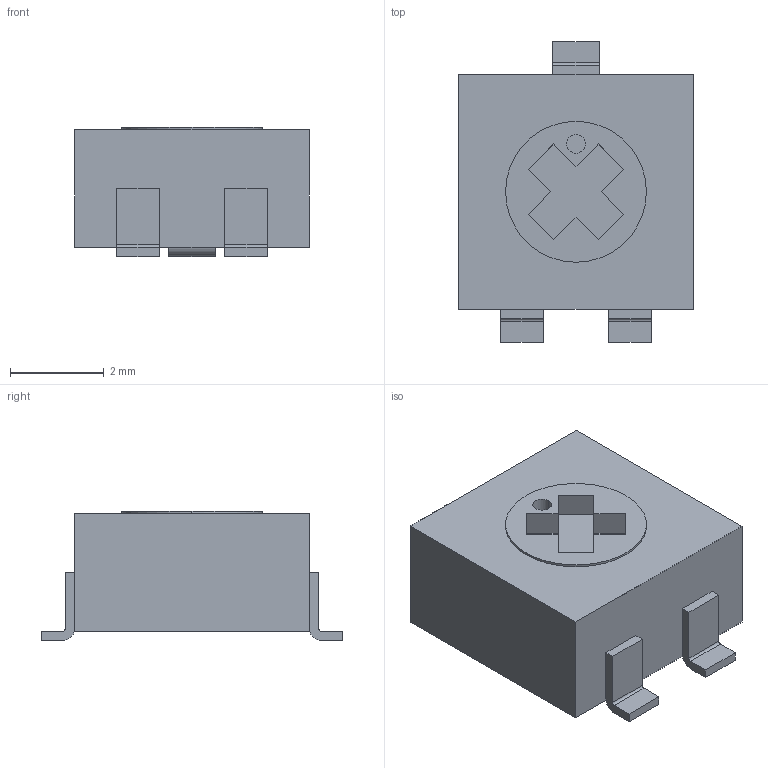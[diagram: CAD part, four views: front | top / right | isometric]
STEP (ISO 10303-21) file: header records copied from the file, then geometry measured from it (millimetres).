
FILE_DESCRIPTION (( 'STEP AP214' ), '1' );
FILE_NAME ('TRIMPOT_5MM.STEP', '2015-03-30T20:35:46', ( '' ), ( '' ), 'SwSTEP 2.0', 'SolidWorks 2014', '' );
FILE_SCHEMA (( 'AUTOMOTIVE_DESIGN' ));
Length unit declared in the file: millimetre
Products named in the file (1): TRIMPOT_5MM
Bounding box: 5 x 6.4 x 2.75 mm (x, y, z)
Volume: 62.5 mm3; surface area: 112.6 mm2
Topology: 1 solids, 1 shells, 52 faces, 132 edges, 88 vertices
Faces by surface type: plane 42, cylinder 10
Entity records: 1799 total; most frequent: CARTESIAN_POINT 273, ORIENTED_EDGE 264, DIRECTION 258, EDGE_CURVE 132, VECTOR 112, LINE 112, VERTEX_POINT 88, AXIS2_PLACEMENT_3D 73
